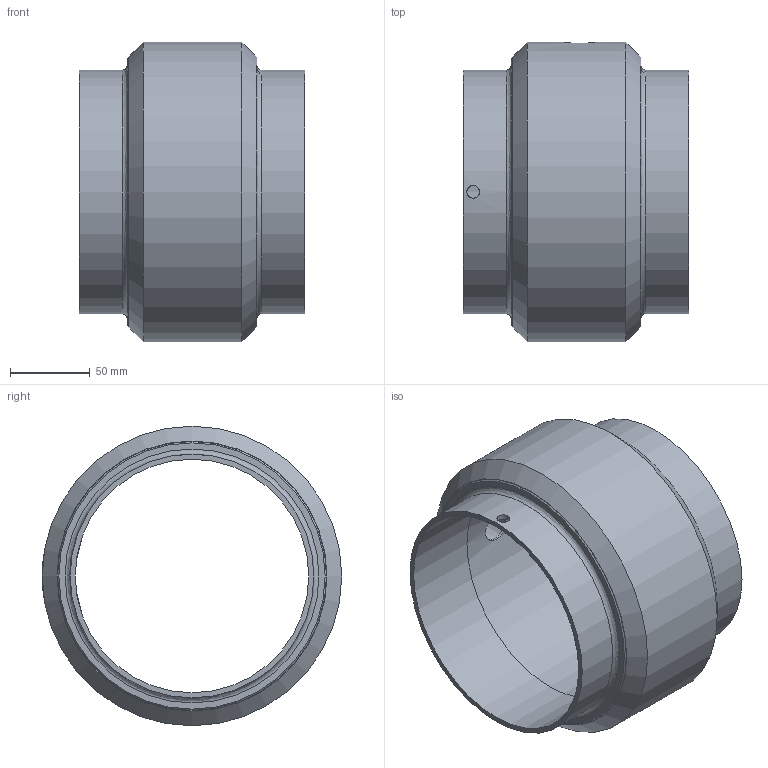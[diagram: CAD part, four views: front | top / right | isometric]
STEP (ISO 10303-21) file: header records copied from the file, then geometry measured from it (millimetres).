
FILE_DESCRIPTION((''),'2;1');
FILE_NAME('130600-3D.stp','2010-05-27T10:49:47',('michael witt'),(''),'Autodesk Inventor 2010','Autodesk Inventor 2010','');
FILE_SCHEMA(('AUTOMOTIVE_DESIGN { 1 0 10303 214 1 1 1 1 }'));
Length unit declared in the file: inch
Products named in the file (3): Assembly8; Part30; Part32
Assembly tree (2 placements, depth 2):
  Assembly8
    Part30
    Part32
Bounding box: 141.29 x 187.32 x 187.32 mm (x, y, z)
Volume: 906067.4 mm3; surface area: 183540.9 mm2
Topology: 2 solids, 2 shells, 23 faces, 45 edges, 28 vertices
Faces by surface type: cylinder 9, plane 8, cone 4, bspline 2
Full cylindrical faces by diameter (mm): 7.938 x1, 18.256 x1, 146.05 x2, 152.4 x2, 168.275 x2, 187.325 x1
Entity records: 797 total; most frequent: CARTESIAN_POINT 302, DIRECTION 94, ORIENTED_EDGE 52, EDGE_LOOP 50, AXIS2_PLACEMENT_3D 47, FACE_BOUND 27, VERTEX_POINT 26, EDGE_CURVE 26
